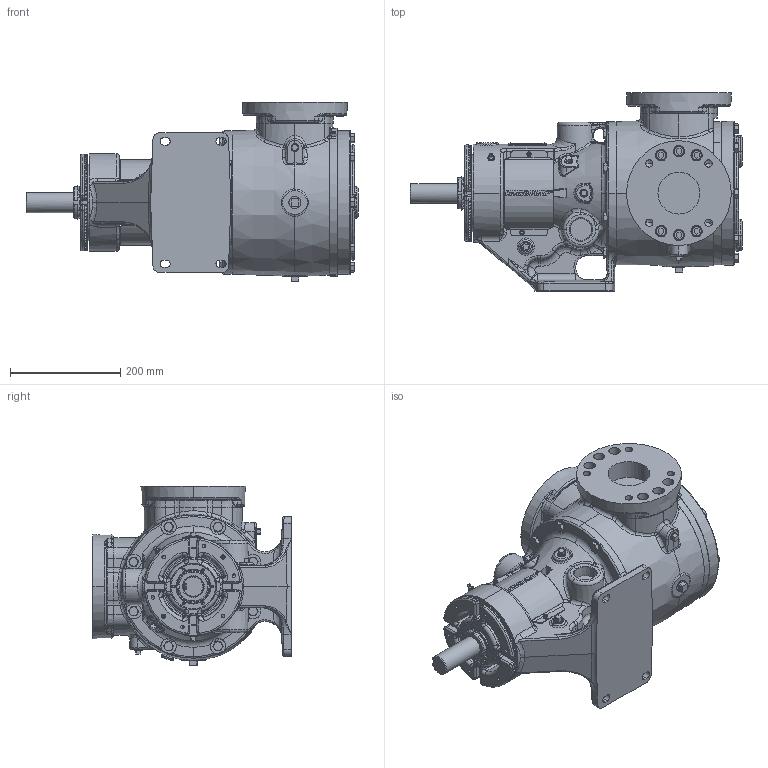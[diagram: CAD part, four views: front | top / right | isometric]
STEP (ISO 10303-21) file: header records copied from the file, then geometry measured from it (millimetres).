
FILE_DESCRIPTION (( 'STEP AP214' ), '1' );
FILE_NAME ('LV-4818.step', '2025-12-05T05:13:11', ( '' ), ( '' ), 'SwSTEP 2.0', 'SolidWorks 2024', '' );
FILE_SCHEMA (( 'AUTOMOTIVE_DESIGN' ));
Products named in the file (1): LV-4818
Bounding box: 603.54 x 360.36 x 326.71 mm (x, y, z)
Volume: 21266434.5 mm3; surface area: 933192.5 mm2
Topology: 1 solids, 1 shells, 5043 faces, 12639 edges, 7772 vertices
Faces by surface type: bspline 1712, plane 1504, cylinder 914, cone 679, torus 166, sphere 68
Entity records: 243917 total; most frequent: CARTESIAN_POINT 137693, ORIENTED_EDGE 25048, DIRECTION 17572, EDGE_CURVE 12524, VERTEX_POINT 7769, AXIS2_PLACEMENT_3D 6555, EDGE_LOOP 5351, ADVANCED_FACE 5043
